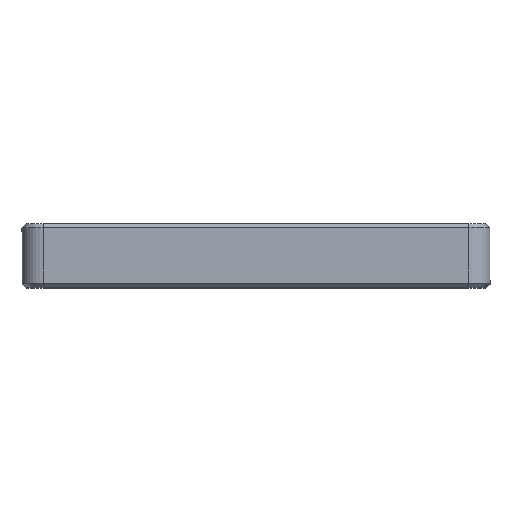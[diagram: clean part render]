
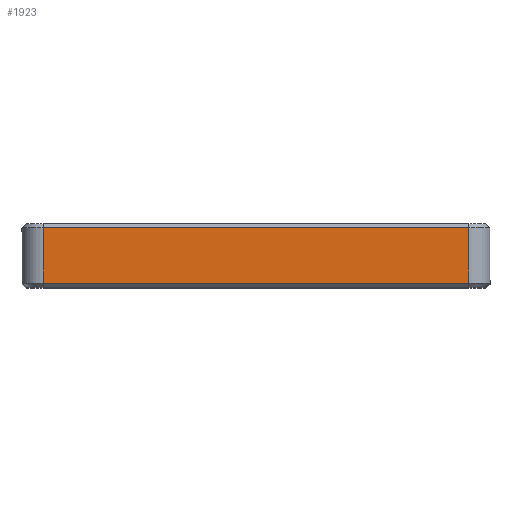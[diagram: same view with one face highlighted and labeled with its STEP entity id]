
A CAD part, top view. The second image highlights one B-rep face of the part: STEP entity #1923.
In plain terms, the highlighted planar face has unit normal (0, 0, 1).
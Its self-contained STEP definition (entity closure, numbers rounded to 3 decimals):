
#128=PLANE('',#2143);
#212=FACE_OUTER_BOUND('',#362,.T.);
#362=EDGE_LOOP('',(#1544,#1545,#1546,#1547));
#508=LINE('',#3120,#632);
#515=LINE('',#3137,#639);
#539=LINE('',#3232,#663);
#541=LINE('',#3238,#665);
#632=VECTOR('',#2480,10.);
#639=VECTOR('',#2497,10.);
#663=VECTOR('',#2615,10.);
#665=VECTOR('',#2623,10.);
#913=VERTEX_POINT('',#3092);
#919=VERTEX_POINT('',#3116);
#924=VERTEX_POINT('',#3136);
#948=VERTEX_POINT('',#3230);
#1106=EDGE_CURVE('',#919,#913,#508,.T.);
#1114=EDGE_CURVE('',#924,#913,#515,.T.);
#1162=EDGE_CURVE('',#948,#919,#539,.T.);
#1165=EDGE_CURVE('',#924,#948,#541,.T.);
#1544=ORIENTED_EDGE('',*,*,#1106,.F.);
#1545=ORIENTED_EDGE('',*,*,#1162,.F.);
#1546=ORIENTED_EDGE('',*,*,#1165,.F.);
#1547=ORIENTED_EDGE('',*,*,#1114,.T.);
#1923=ADVANCED_FACE('',(#212),#128,.F.);
#2143=AXIS2_PLACEMENT_3D('',#3237,#2621,#2622);
#2480=DIRECTION('',(-1.,0.,0.));
#2497=DIRECTION('',(0.,-1.,0.));
#2615=DIRECTION('',(0.,-1.,0.));
#2621=DIRECTION('center_axis',(0.,0.,
-1.));
#2622=DIRECTION('ref_axis',(1.,0.,0.));
#2623=DIRECTION('',(1.,0.,0.));
#3092=CARTESIAN_POINT('',(-50.034,54.991,376.9));
#3116=CARTESIAN_POINT('',(49.966,54.991,376.9));
#3120=CARTESIAN_POINT('',(-0.034,54.991,376.9));
#3136=CARTESIAN_POINT('',(-50.034,67.991,376.9));
#3137=CARTESIAN_POINT('',(-50.034,64.991,376.9));
#3230=CARTESIAN_POINT('',(49.966,67.991,376.9));
#3232=CARTESIAN_POINT('',(49.966,64.991,376.9));
#3237=CARTESIAN_POINT('Origin',(41.966,64.991,376.9));
#3238=CARTESIAN_POINT('',(-0.034,67.991,376.9));
